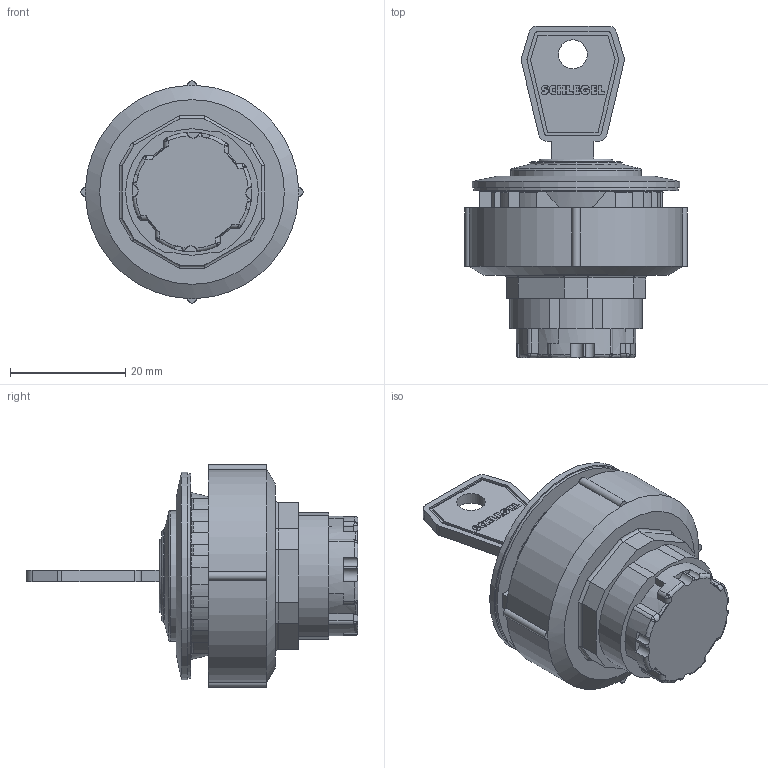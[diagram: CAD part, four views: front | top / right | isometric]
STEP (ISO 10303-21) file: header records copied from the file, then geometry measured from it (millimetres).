
FILE_DESCRIPTION(/* description */ (''),/* implementation_level */ '2;1');
FILE_NAME(/* name */ 'KRJ(M)SSA13E_vereinfacht.stp',/* time_stamp */ '2018-04-11T11:44:56+02:00',/* author */ ('mreiber'),/* organization */ (''),/* preprocessor_version */ 'ST-DEVELOPER v16.1',/* originating_system */ 'Autodesk Inventor 2016',/* authorisation */ '');
FILE_SCHEMA (('AUTOMOTIVE_DESIGN { 1 0 10303 214 3 1 1 }'));
Length unit declared in the file: centimetre
Products named in the file (1): KRJ(M)SSA13E_vereinfacht
Bounding box: 38.49 x 57.55 x 38.49 mm (x, y, z)
Volume: 20383.2 mm3; surface area: 9994.1 mm2
Topology: 1 solids, 1 shells, 961 faces, 2702 edges, 1770 vertices
Faces by surface type: plane 737, cylinder 147, torus 38, cone 20, bspline 17, sphere 2
Full cylindrical faces by diameter (mm): 5 x1, 12.9 x1, 13.05 x1, 16 x1, 16.1 x1, 22.7 x1, 22.9 x1, 23 x1, 24.25 x1, 29 x1, 34 x1, 35.5 x1, 36 x1
Entity records: 31104 total; most frequent: CARTESIAN_POINT 6362, ORIENTED_EDGE 5324, DIRECTION 4860, EDGE_CURVE 2662, LINE 2144, VECTOR 2144, VERTEX_POINT 1762, AXIS2_PLACEMENT_3D 1358
